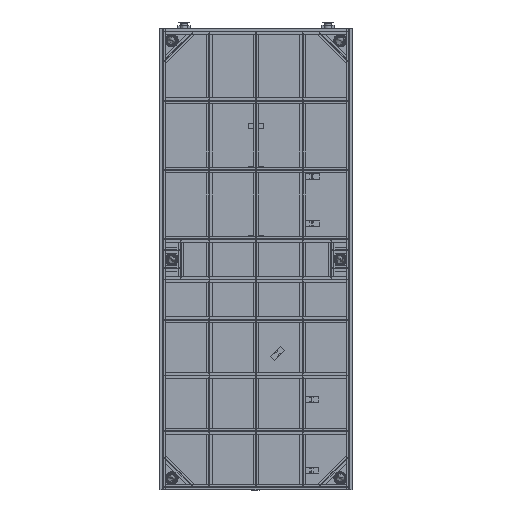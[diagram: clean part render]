
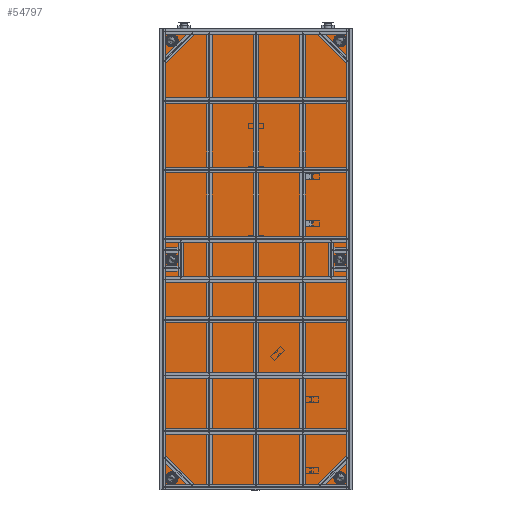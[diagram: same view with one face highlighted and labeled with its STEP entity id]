
A CAD part, front view. The second image highlights one B-rep face of the part: STEP entity #54797.
In plain terms, the highlighted free-form (B-spline) face has degree [1, 1] with [2, 2] control points.
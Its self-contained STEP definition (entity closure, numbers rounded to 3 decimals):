
#54350 = VERTEX_POINT('',#54351);
#54351 = CARTESIAN_POINT('',(-2121.835,0.,
    -5651.996));
#54356 = EDGE_CURVE('',#54350,#54350,#54357,.T.);
#54357 = ( BOUNDED_CURVE() B_SPLINE_CURVE(2,(#54358,#54359,#54360,#54361
    ,#54362,#54363,#54364),.UNSPECIFIED.,.T.,.F.) 
B_SPLINE_CURVE_WITH_KNOTS((3,2,2,3),(3.142,5.236,
7.33,9.425),.PIECEWISE_BEZIER_KNOTS.) CURVE() 
GEOMETRIC_REPRESENTATION_ITEM() RATIONAL_B_SPLINE_CURVE((1.,0.5,1.,0.5,
1.,0.5,1.)) REPRESENTATION_ITEM('') );
#54358 = CARTESIAN_POINT('',(-2121.835,0.,
    -5651.996));
#54359 = CARTESIAN_POINT('',(-1844.838,0.,
    -5651.996));
#54360 = CARTESIAN_POINT('',(-1983.336,0.,
    -5891.883));
#54361 = CARTESIAN_POINT('',(-2121.835,0.,
    -6131.77));
#54362 = CARTESIAN_POINT('',(-2260.334,0.,
    -5891.883));
#54363 = CARTESIAN_POINT('',(-2398.833,0.,
    -5651.996));
#54364 = CARTESIAN_POINT('',(-2121.835,0.,
    -5651.996));
#54402 = VERTEX_POINT('',#54403);
#54403 = CARTESIAN_POINT('',(-2121.835,0.,
    -11164.118));
#54408 = EDGE_CURVE('',#54402,#54402,#54409,.T.);
#54409 = ( BOUNDED_CURVE() B_SPLINE_CURVE(2,(#54410,#54411,#54412,#54413
    ,#54414,#54415,#54416),.UNSPECIFIED.,.T.,.F.) 
B_SPLINE_CURVE_WITH_KNOTS((3,2,2,3),(3.142,5.236,
7.33,9.425),.PIECEWISE_BEZIER_KNOTS.) CURVE() 
GEOMETRIC_REPRESENTATION_ITEM() RATIONAL_B_SPLINE_CURVE((1.,0.5,1.,0.5,
1.,0.5,1.)) REPRESENTATION_ITEM('') );
#54410 = CARTESIAN_POINT('',(-2121.835,0.,
    -11164.118));
#54411 = CARTESIAN_POINT('',(-1844.838,0.,
    -11164.118));
#54412 = CARTESIAN_POINT('',(-1983.336,0.,
    -11404.005));
#54413 = CARTESIAN_POINT('',(-2121.835,0.,
    -11643.892));
#54414 = CARTESIAN_POINT('',(-2260.334,0.,
    -11404.005));
#54415 = CARTESIAN_POINT('',(-2398.833,0.,
    -11164.118));
#54416 = CARTESIAN_POINT('',(-2121.835,0.,
    -11164.118));
#54454 = VERTEX_POINT('',#54455);
#54455 = CARTESIAN_POINT('',(-2121.835,0.,
    -139.874));
#54460 = EDGE_CURVE('',#54454,#54454,#54461,.T.);
#54461 = ( BOUNDED_CURVE() B_SPLINE_CURVE(2,(#54462,#54463,#54464,#54465
    ,#54466,#54467,#54468),.UNSPECIFIED.,.T.,.F.) 
B_SPLINE_CURVE_WITH_KNOTS((3,2,2,3),(3.142,5.236,
7.33,9.425),.PIECEWISE_BEZIER_KNOTS.) CURVE() 
GEOMETRIC_REPRESENTATION_ITEM() RATIONAL_B_SPLINE_CURVE((1.,0.5,1.,0.5,
1.,0.5,1.)) REPRESENTATION_ITEM('') );
#54462 = CARTESIAN_POINT('',(-2121.835,0.,
    -139.874));
#54463 = CARTESIAN_POINT('',(-1844.838,0.,
    -139.874));
#54464 = CARTESIAN_POINT('',(-1983.336,0.,
    -379.761));
#54465 = CARTESIAN_POINT('',(-2121.835,0.,
    -619.648));
#54466 = CARTESIAN_POINT('',(-2260.334,0.,
    -379.761));
#54467 = CARTESIAN_POINT('',(-2398.833,0.,
    -139.874));
#54468 = CARTESIAN_POINT('',(-2121.835,0.,
    -139.874));
#54506 = VERTEX_POINT('',#54507);
#54507 = CARTESIAN_POINT('',(2121.835,0.,
    -11164.118));
#54512 = EDGE_CURVE('',#54506,#54506,#54513,.T.);
#54513 = ( BOUNDED_CURVE() B_SPLINE_CURVE(2,(#54514,#54515,#54516,#54517
    ,#54518,#54519,#54520),.UNSPECIFIED.,.T.,.F.) 
B_SPLINE_CURVE_WITH_KNOTS((3,2,2,3),(3.142,5.236,
7.33,9.425),.PIECEWISE_BEZIER_KNOTS.) CURVE() 
GEOMETRIC_REPRESENTATION_ITEM() RATIONAL_B_SPLINE_CURVE((1.,0.5,1.,0.5,
1.,0.5,1.)) REPRESENTATION_ITEM('') );
#54514 = CARTESIAN_POINT('',(2121.835,0.,
    -11164.118));
#54515 = CARTESIAN_POINT('',(2398.833,0.,
    -11164.118));
#54516 = CARTESIAN_POINT('',(2260.334,0.,
    -11404.005));
#54517 = CARTESIAN_POINT('',(2121.835,0.,
    -11643.892));
#54518 = CARTESIAN_POINT('',(1983.336,0.,
    -11404.005));
#54519 = CARTESIAN_POINT('',(1844.838,0.,
    -11164.118));
#54520 = CARTESIAN_POINT('',(2121.835,0.,
    -11164.118));
#54558 = VERTEX_POINT('',#54559);
#54559 = CARTESIAN_POINT('',(2121.835,0.,
    -139.874));
#54564 = EDGE_CURVE('',#54558,#54558,#54565,.T.);
#54565 = ( BOUNDED_CURVE() B_SPLINE_CURVE(2,(#54566,#54567,#54568,#54569
    ,#54570,#54571,#54572),.UNSPECIFIED.,.T.,.F.) 
B_SPLINE_CURVE_WITH_KNOTS((3,2,2,3),(3.142,5.236,
7.33,9.425),.PIECEWISE_BEZIER_KNOTS.) CURVE() 
GEOMETRIC_REPRESENTATION_ITEM() RATIONAL_B_SPLINE_CURVE((1.,0.5,1.,0.5,
1.,0.5,1.)) REPRESENTATION_ITEM('') );
#54566 = CARTESIAN_POINT('',(2121.835,0.,
    -139.874));
#54567 = CARTESIAN_POINT('',(2398.833,0.,
    -139.874));
#54568 = CARTESIAN_POINT('',(2260.334,0.,
    -379.761));
#54569 = CARTESIAN_POINT('',(2121.835,0.,
    -619.648));
#54570 = CARTESIAN_POINT('',(1983.336,0.,
    -379.761));
#54571 = CARTESIAN_POINT('',(1844.838,0.,
    -139.874));
#54572 = CARTESIAN_POINT('',(2121.835,0.,
    -139.874));
#54610 = VERTEX_POINT('',#54611);
#54611 = CARTESIAN_POINT('',(2121.835,0.,
    -5651.996));
#54616 = EDGE_CURVE('',#54610,#54610,#54617,.T.);
#54617 = ( BOUNDED_CURVE() B_SPLINE_CURVE(2,(#54618,#54619,#54620,#54621
    ,#54622,#54623,#54624),.UNSPECIFIED.,.T.,.F.) 
B_SPLINE_CURVE_WITH_KNOTS((3,2,2,3),(3.142,5.236,
7.33,9.425),.PIECEWISE_BEZIER_KNOTS.) CURVE() 
GEOMETRIC_REPRESENTATION_ITEM() RATIONAL_B_SPLINE_CURVE((1.,0.5,1.,0.5,
1.,0.5,1.)) REPRESENTATION_ITEM('') );
#54618 = CARTESIAN_POINT('',(2121.835,0.,
    -5651.996));
#54619 = CARTESIAN_POINT('',(2398.833,0.,
    -5651.996));
#54620 = CARTESIAN_POINT('',(2260.334,0.,
    -5891.883));
#54621 = CARTESIAN_POINT('',(2121.835,0.,
    -6131.77));
#54622 = CARTESIAN_POINT('',(1983.336,0.,
    -5891.883));
#54623 = CARTESIAN_POINT('',(1844.838,0.,
    -5651.996));
#54624 = CARTESIAN_POINT('',(2121.835,0.,
    -5651.996));
#54659 = EDGE_CURVE('',#54660,#54662,#54664,.T.);
#54660 = VERTEX_POINT('',#54661);
#54661 = CARTESIAN_POINT('',(2421.633,0.,0.));
#54662 = VERTEX_POINT('',#54663);
#54663 = CARTESIAN_POINT('',(2421.633,0.,
    -11623.84));
#54664 = B_SPLINE_CURVE_WITH_KNOTS('',1,(#54665,#54666),.UNSPECIFIED.,
  .F.,.F.,(2,2),(0.,12000.),.PIECEWISE_BEZIER_KNOTS.);
#54665 = CARTESIAN_POINT('',(2421.633,0.,0.));
#54666 = CARTESIAN_POINT('',(2421.633,0.,
    -11623.84));
#54695 = EDGE_CURVE('',#54696,#54660,#54698,.T.);
#54696 = VERTEX_POINT('',#54697);
#54697 = CARTESIAN_POINT('',(-2421.633,0.,0.)
  );
#54698 = B_SPLINE_CURVE_WITH_KNOTS('',1,(#54699,#54700),.UNSPECIFIED.,
  .F.,.F.,(2,2),(0.,5000.),.PIECEWISE_BEZIER_KNOTS.);
#54699 = CARTESIAN_POINT('',(-2421.633,0.,0.)
  );
#54700 = CARTESIAN_POINT('',(2421.633,0.,
    0.));
#54723 = EDGE_CURVE('',#54724,#54696,#54726,.T.);
#54724 = VERTEX_POINT('',#54725);
#54725 = CARTESIAN_POINT('',(-2421.633,0.,
    -11623.84));
#54726 = B_SPLINE_CURVE_WITH_KNOTS('',1,(#54727,#54728),.UNSPECIFIED.,
  .F.,.F.,(2,2),(0.,12000.),.PIECEWISE_BEZIER_KNOTS.);
#54727 = CARTESIAN_POINT('',(-2421.633,0.,
    -11623.84));
#54728 = CARTESIAN_POINT('',(-2421.633,0.,0.)
  );
#54751 = EDGE_CURVE('',#54662,#54724,#54752,.T.);
#54752 = B_SPLINE_CURVE_WITH_KNOTS('',1,(#54753,#54754),.UNSPECIFIED.,
  .F.,.F.,(2,2),(0.,5000.),.PIECEWISE_BEZIER_KNOTS.);
#54753 = CARTESIAN_POINT('',(2421.633,0.,
    -11623.84));
#54754 = CARTESIAN_POINT('',(-2421.633,0.,
    -11623.84));
#54797 = ADVANCED_FACE('',(#54798,#54804,#54807,#54810,#54813,#54816,
    #54819),#54822,.F.);
#54798 = FACE_BOUND('',#54799,.T.);
#54799 = EDGE_LOOP('',(#54800,#54801,#54802,#54803));
#54800 = ORIENTED_EDGE('',*,*,#54751,.F.);
#54801 = ORIENTED_EDGE('',*,*,#54659,.F.);
#54802 = ORIENTED_EDGE('',*,*,#54695,.F.);
#54803 = ORIENTED_EDGE('',*,*,#54723,.F.);
#54804 = FACE_BOUND('',#54805,.T.);
#54805 = EDGE_LOOP('',(#54806));
#54806 = ORIENTED_EDGE('',*,*,#54356,.T.);
#54807 = FACE_BOUND('',#54808,.T.);
#54808 = EDGE_LOOP('',(#54809));
#54809 = ORIENTED_EDGE('',*,*,#54408,.T.);
#54810 = FACE_BOUND('',#54811,.T.);
#54811 = EDGE_LOOP('',(#54812));
#54812 = ORIENTED_EDGE('',*,*,#54460,.T.);
#54813 = FACE_BOUND('',#54814,.T.);
#54814 = EDGE_LOOP('',(#54815));
#54815 = ORIENTED_EDGE('',*,*,#54512,.T.);
#54816 = FACE_BOUND('',#54817,.T.);
#54817 = EDGE_LOOP('',(#54818));
#54818 = ORIENTED_EDGE('',*,*,#54564,.T.);
#54819 = FACE_BOUND('',#54820,.T.);
#54820 = EDGE_LOOP('',(#54821));
#54821 = ORIENTED_EDGE('',*,*,#54616,.T.);
#54822 = B_SPLINE_SURFACE_WITH_KNOTS('',1,1,(
    (#54823,#54824)
    ,(#54825,#54826
    )),.UNSPECIFIED.,.F.,.F.,.F.,(2,2),(2,2),(-2500.,2500.),(-6000.
    ,6000.),.PIECEWISE_BEZIER_KNOTS.);
#54823 = CARTESIAN_POINT('',(-2421.633,0.,0.)
  );
#54824 = CARTESIAN_POINT('',(-2421.633,0.,
    -11623.84));
#54825 = CARTESIAN_POINT('',(2421.633,0.,0.));
#54826 = CARTESIAN_POINT('',(2421.633,0.,
    -11623.84));
